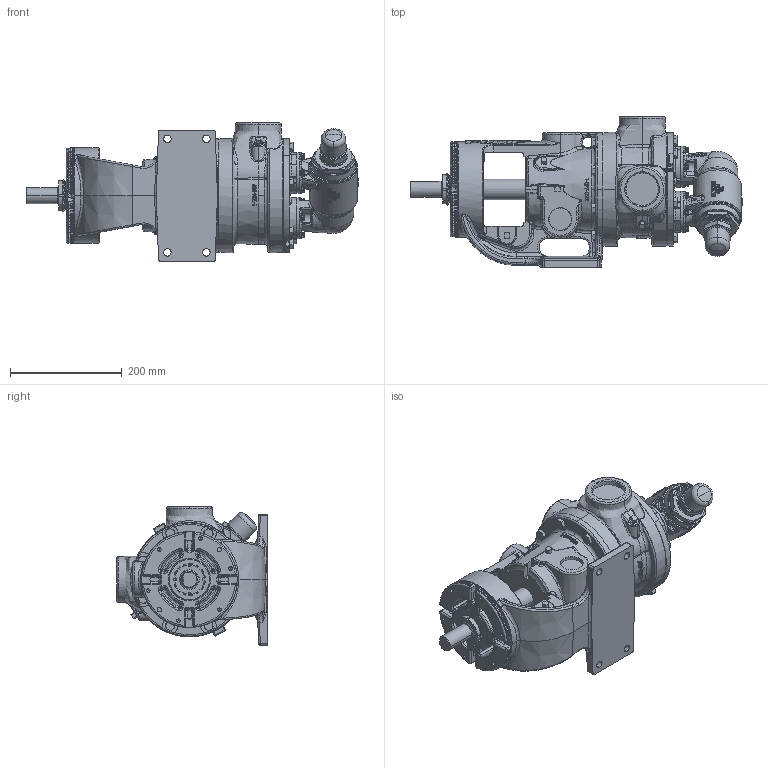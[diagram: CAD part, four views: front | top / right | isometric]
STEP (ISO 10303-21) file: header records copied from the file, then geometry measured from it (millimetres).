
FILE_DESCRIPTION (( 'STEP AP214' ), '1' );
FILE_NAME ('K224A.STEP', '2016-10-05T13:57:02', ( '' ), ( '' ), 'SwSTEP 2.0', 'SolidWorks 2015', '' );
FILE_SCHEMA (( 'AUTOMOTIVE_DESIGN' ));
Length unit declared in the file: inch
Products named in the file (2): K224A
Bounding box: 594.57 x 270.1 x 247.87 mm (x, y, z)
Volume: 10315014 mm3; surface area: 622672.3 mm2
Topology: 1 solids, 1 shells, 4231 faces, 10832 edges, 6662 vertices
Faces by surface type: plane 1392, bspline 1164, cone 777, cylinder 583, torus 215, sphere 100
Entity records: 343779 total; most frequent: CARTESIAN_POINT 222355, ORIENTED_EDGE 21440, DIRECTION 16034, EDGE_CURVE 10720, VERTEX_POINT 6658, AXIS2_PLACEMENT_3D 6410, EDGE_LOOP 4420, ADVANCED_FACE 4231
